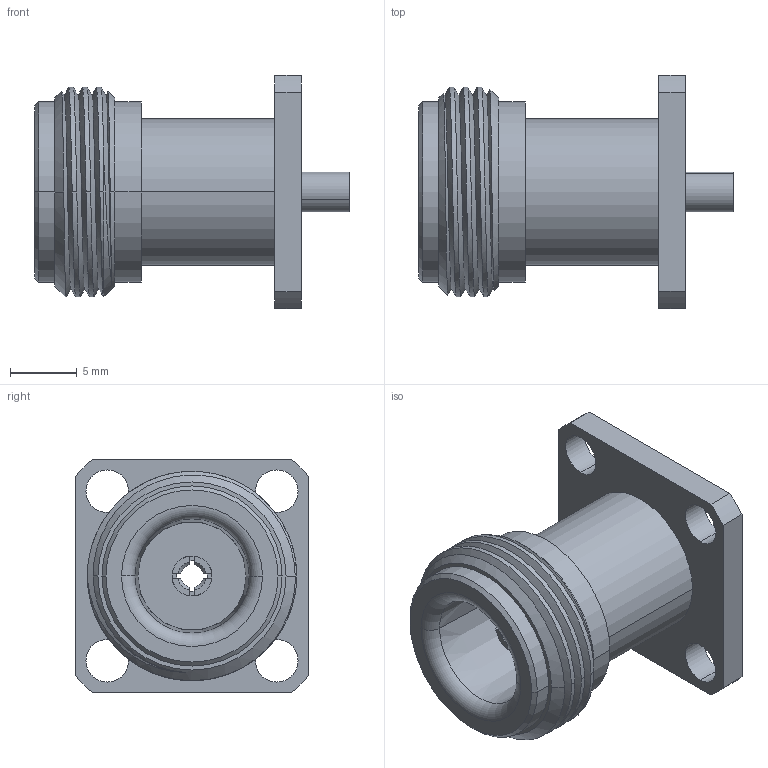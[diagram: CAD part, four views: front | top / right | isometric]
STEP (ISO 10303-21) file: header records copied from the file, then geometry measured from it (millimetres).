
FILE_DESCRIPTION (( 'STEP AP214' ), '1' );
FILE_NAME ('25-279-B3-HA-17.5.STEP', '2025-02-27T11:27:31', ( '' ), ( '' ), 'SwSTEP 2.0', 'SolidWorks 2024', '' );
FILE_SCHEMA (( 'AUTOMOTIVE_DESIGN' ));
Length unit declared in the file: millimetre
Products named in the file (1): 25-279-B3-HA-17.5
Bounding box: 23.6 x 17.5 x 17.5 mm (x, y, z)
Surface area: 2208.2 mm2 (no closed solid volume)
Topology: 0 solids, 6 shells, 75 faces, 199 edges, 136 vertices
Faces by surface type: cylinder 31, plane 24, cone 16, torus 2, bspline 2
Entity records: 3113 total; most frequent: CARTESIAN_POINT 1243, DIRECTION 398, ORIENTED_EDGE 358, EDGE_CURVE 199, AXIS2_PLACEMENT_3D 156, VERTEX_POINT 136, EDGE_LOOP 91, LINE 86
